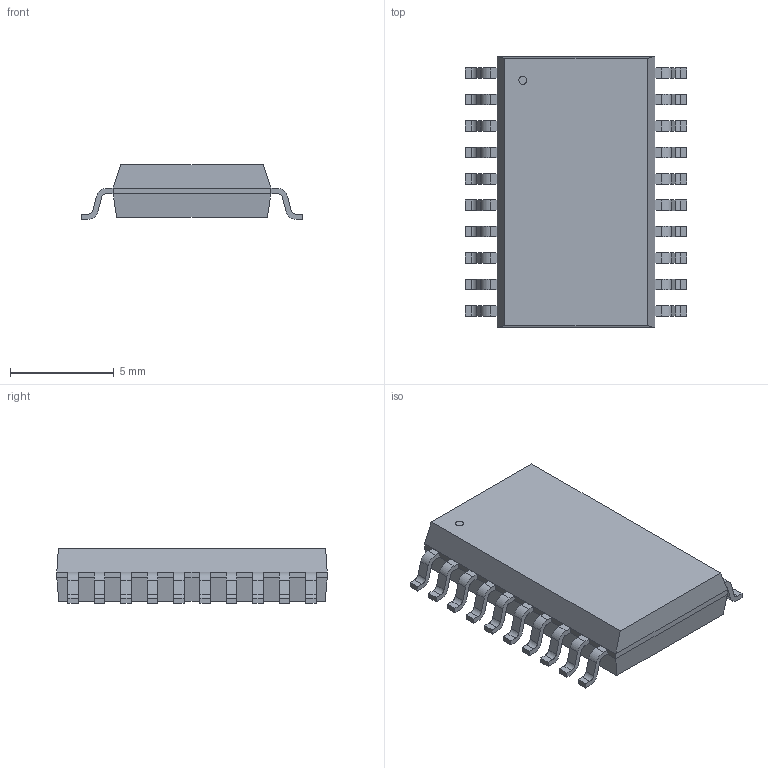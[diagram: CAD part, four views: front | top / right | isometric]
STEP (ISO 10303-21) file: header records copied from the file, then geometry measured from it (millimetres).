
FILE_DESCRIPTION(('STEP AP214'),'1');
FILE_NAME('SOIC20_12P7X5P4_ONS','2025-09-26T05:35:16',(''),(''),'','','');
FILE_SCHEMA(('AUTOMOTIVE_DESIGN'));
Length unit declared in the file: millimetre
Products named in the file (1): product
Bounding box: 10.64 x 13 x 2.64 mm (x, y, z)
Volume: 247.2 mm3; surface area: 361.3 mm2
Topology: 22 solids, 22 shells, 297 faces, 751 edges, 498 vertices
Faces by surface type: plane 216, cylinder 81
Full cylindrical faces by diameter (mm): 0.38 x1
Entity records: 8637 total; most frequent: DIRECTION 1510, ORIENTED_EDGE 1500, CARTESIAN_POINT 879, EDGE_CURVE 750, LINE 588, VECTOR 588, VERTEX_POINT 498, AXIS2_PLACEMENT_3D 461
